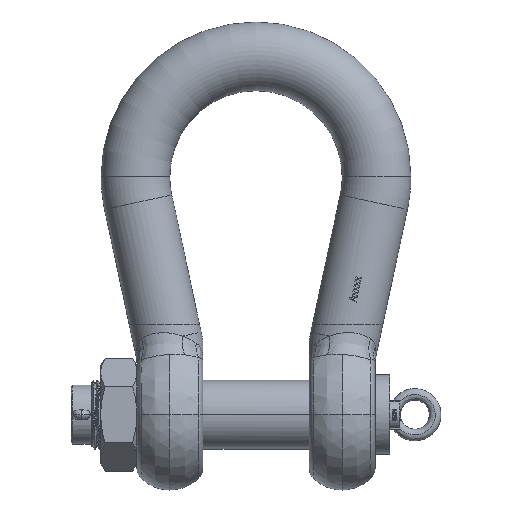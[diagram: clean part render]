
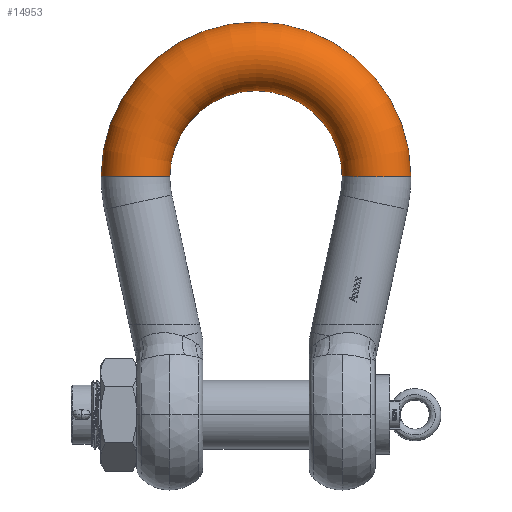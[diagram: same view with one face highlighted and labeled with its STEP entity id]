
A CAD part, front view. The second image highlights one B-rep face of the part: STEP entity #14953.
In plain terms, the highlighted toroidal (fillet/blend) face has major radius 166.5 mm and minor radius 47.495 mm.
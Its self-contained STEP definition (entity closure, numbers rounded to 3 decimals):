
#14906=AXIS2_PLACEMENT_3D('Circle Axis2P3D',#14904,#14905,$) ;
#14913=AXIS2_PLACEMENT_3D('Circle Axis2P3D',#14911,#14912,$) ;
#14940=AXIS2_PLACEMENT_3D('Torus Axis2P3D',#14937,#14938,#14939) ;
#14944=AXIS2_PLACEMENT_3D('Circle Axis2P3D',#14942,#14943,$) ;
#12670=CARTESIAN_POINT('Vertex',(-119.005,328.5,0.)) ;
#12672=CARTESIAN_POINT('Vertex',(-213.995,328.5,0.)) ;
#12676=CARTESIAN_POINT('Control Point',(-213.995,328.5,0.)) ;
#12677=CARTESIAN_POINT('Control Point',(-213.995,328.5,-4.389)) ;
#12678=CARTESIAN_POINT('Control Point',(-213.488,328.5,-8.778)) ;
#12679=CARTESIAN_POINT('Control Point',(-212.474,328.5,-13.089)) ;
#12680=CARTESIAN_POINT('Control Point',(-209.468,328.5,-21.399)) ;
#12681=CARTESIAN_POINT('Control Point',(-204.648,328.5,-28.804)) ;
#12682=CARTESIAN_POINT('Control Point',(-201.818,328.5,-32.211)) ;
#12683=CARTESIAN_POINT('Control Point',(-195.423,328.5,-38.31)) ;
#12684=CARTESIAN_POINT('Control Point',(-187.807,328.5,-42.79)) ;
#12685=CARTESIAN_POINT('Control Point',(-183.755,328.5,-44.578)) ;
#12686=CARTESIAN_POINT('Control Point',(-175.312,328.5,-47.186)) ;
#12687=CARTESIAN_POINT('Control Point',(-166.497,328.5,-47.801)) ;
#12688=CARTESIAN_POINT('Control Point',(-162.073,328.5,-47.595)) ;
#12689=CARTESIAN_POINT('Control Point',(-153.353,328.5,-46.167)) ;
#12690=CARTESIAN_POINT('Control Point',(-145.188,328.5,-42.787)) ;
#12691=CARTESIAN_POINT('Control Point',(-141.32,328.5,-40.631)) ;
#12692=CARTESIAN_POINT('Control Point',(-134.151,328.5,-35.465)) ;
#12693=CARTESIAN_POINT('Control Point',(-128.349,328.5,-28.8)) ;
#12694=CARTESIAN_POINT('Control Point',(-125.847,328.5,-25.145)) ;
#12695=CARTESIAN_POINT('Control Point',(-122.147,328.5,-18.11)) ;
#12696=CARTESIAN_POINT('Control Point',(-119.976,328.5,-10.483)) ;
#12697=CARTESIAN_POINT('Control Point',(-119.329,328.5,-7.015)) ;
#12698=CARTESIAN_POINT('Control Point',(-119.005,328.5,-3.508)) ;
#12699=CARTESIAN_POINT('Control Point',(-119.005,328.5,0.)) ;
#14904=CARTESIAN_POINT('Axis2P3D Location',(0.,328.5,0.)) ;
#14908=CARTESIAN_POINT('Vertex',(213.995,328.5,0.)) ;
#14911=CARTESIAN_POINT('Axis2P3D Location',(0.,328.5,0.)) ;
#14915=CARTESIAN_POINT('Vertex',(119.005,328.5,0.)) ;
#14937=CARTESIAN_POINT('Axis2P3D Location',(0.,328.5,0.)) ;
#14942=CARTESIAN_POINT('Axis2P3D Location',(166.5,328.5,0.)) ;
#14905=DIRECTION('Axis2P3D Direction',(0.,0.,-1.)) ;
#14912=DIRECTION('Axis2P3D Direction',(0.,0.,-1.)) ;
#14938=DIRECTION('Axis2P3D Direction',(0.,0.,-1.)) ;
#14939=DIRECTION('Axis2P3D XDirection',(-1.,0.,0.)) ;
#14943=DIRECTION('Axis2P3D Direction',(0.,1.,0.)) ;
#14948=ORIENTED_EDGE('',*,*,#14917,.T.) ;
#14949=ORIENTED_EDGE('',*,*,#12700,.F.) ;
#14950=ORIENTED_EDGE('',*,*,#14910,.T.) ;
#14951=ORIENTED_EDGE('',*,*,#14946,.F.) ;
#14953=ADVANCED_FACE('',(#14952),#14941,.T.) ;
#12675=B_SPLINE_CURVE_WITH_KNOTS('',5,(#12676,#12677,#12678,#12679,#12680,#12681,#12682,#12683,#12684,#12685,#12686,#12687,#12688,#12689,#12690,#12691,#12692,#12693,#12694,#12695,#12696,#12697,#12698,#12699),.UNSPECIFIED.,.F.,.U.,(6,3,3,3,3,3,3,6),(0.,31.035,62.07,93.106,124.141,155.176,186.211,211.013),.UNSPECIFIED.) ;
#14907=CIRCLE('generated circle',#14906,213.995) ;
#14914=CIRCLE('generated circle',#14913,119.005) ;
#14945=CIRCLE('generated circle',#14944,47.495) ;
#14941=TOROIDAL_SURFACE('homeo Torus',#14940,166.5,47.495) ;
#12700=EDGE_CURVE('',#12673,#12671,#12675,.T.) ;
#14910=EDGE_CURVE('',#12673,#14909,#14907,.T.) ;
#14917=EDGE_CURVE('',#14916,#12671,#14914,.F.) ;
#14946=EDGE_CURVE('',#14916,#14909,#14945,.F.) ;
#14947=EDGE_LOOP('',(#14948,#14949,#14950,#14951)) ;
#14952=FACE_OUTER_BOUND('',#14947,.T.) ;
#12671=VERTEX_POINT('',#12670) ;
#12673=VERTEX_POINT('',#12672) ;
#14909=VERTEX_POINT('',#14908) ;
#14916=VERTEX_POINT('',#14915) ;
